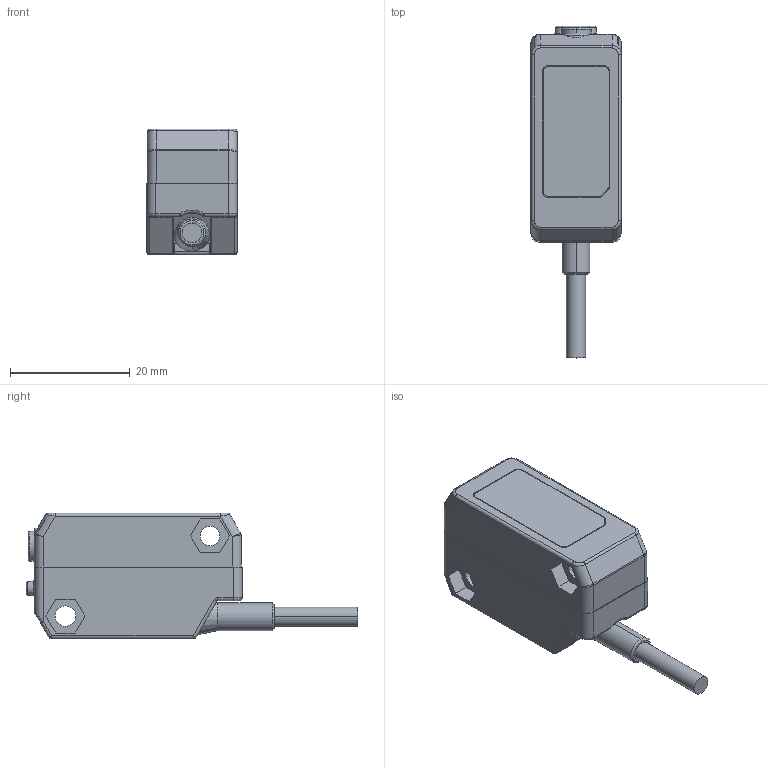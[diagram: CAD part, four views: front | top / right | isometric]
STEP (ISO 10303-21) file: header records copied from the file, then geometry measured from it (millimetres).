
FILE_DESCRIPTION((''),'2;1');
FILE_NAME('139428_SM01_ASM','2022-03-31T08:39:56',('PDMAdmin'),('BANNER ENGINEERING'),'CREO PARAMETRIC BY PTC INC, 2019292','CREO PARAMETRIC BY PTC INC, 2019292','');
FILE_SCHEMA(('CONFIG_CONTROL_DESIGN'));
Products named in the file (3): 139428_EP01; ASSEMBLY_55816; 139428_SM01_ASM
Assembly tree (2 placements, depth 2):
  139428_SM01_ASM
    139428_EP01
    ASSEMBLY_55816
Bounding box: 15.05 x 55.36 x 21 mm (x, y, z)
Volume: 9958.4 mm3; surface area: 4105.9 mm2
Topology: 2 solids, 2 shells, 507 faces, 1295 edges, 826 vertices
Faces by surface type: plane 198, cylinder 128, extrusion 123, bspline 22, torus 22, sphere 8, cone 6
Entity records: 18272 total; most frequent: CARTESIAN_POINT 6426, ORIENTED_EDGE 2586, DIRECTION 2092, EDGE_CURVE 1293, VECTOR 838, VERTEX_POINT 826, LINE 715, AXIS2_PLACEMENT_3D 627
